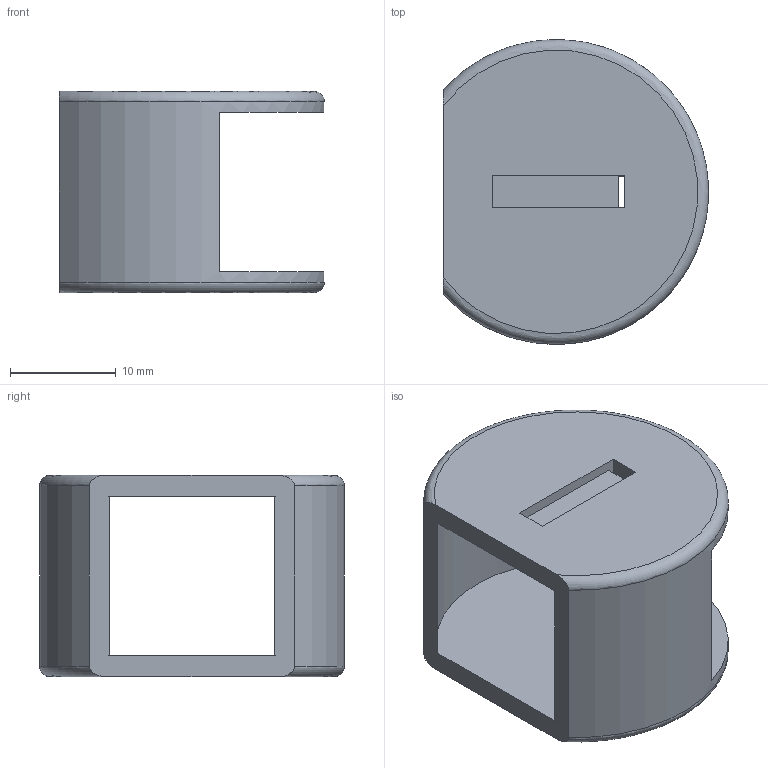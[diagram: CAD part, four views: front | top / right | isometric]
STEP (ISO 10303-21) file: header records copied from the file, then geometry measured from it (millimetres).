
FILE_DESCRIPTION(/* description */ (''),/* implementation_level */ '2;1');
FILE_NAME(/* name */ 'Rocket Battery Holder.step',/* time_stamp */ '2022-05-04T11:42:07-07:00',/* author */ (''),/* organization */ (''),/* preprocessor_version */ 'ST-DEVELOPER v18.1',/* originating_system */ 'Autodesk Translation Framework v10.14.0.1471',/* authorisation */ '');
FILE_SCHEMA (('AUTOMOTIVE_DESIGN { 1 0 10303 214 3 1 1 }'));
Length unit declared in the file: millimetre
Products named in the file (2): Rocket Battery Holder; Holder
Assembly tree (1 placements, depth 2):
  Rocket Battery Holder
    Holder
Bounding box: 25.05 x 28.79 x 19.04 mm (x, y, z)
Volume: 2902.3 mm3; surface area: 3789.7 mm2
Topology: 1 solids, 1 shells, 24 faces, 66 edges, 44 vertices
Faces by surface type: plane 19, cylinder 3, torus 2
Entity records: 853 total; most frequent: CARTESIAN_POINT 173, ORIENTED_EDGE 132, DIRECTION 126, EDGE_CURVE 66, LINE 52, VECTOR 52, VERTEX_POINT 44, AXIS2_PLACEMENT_3D 37
